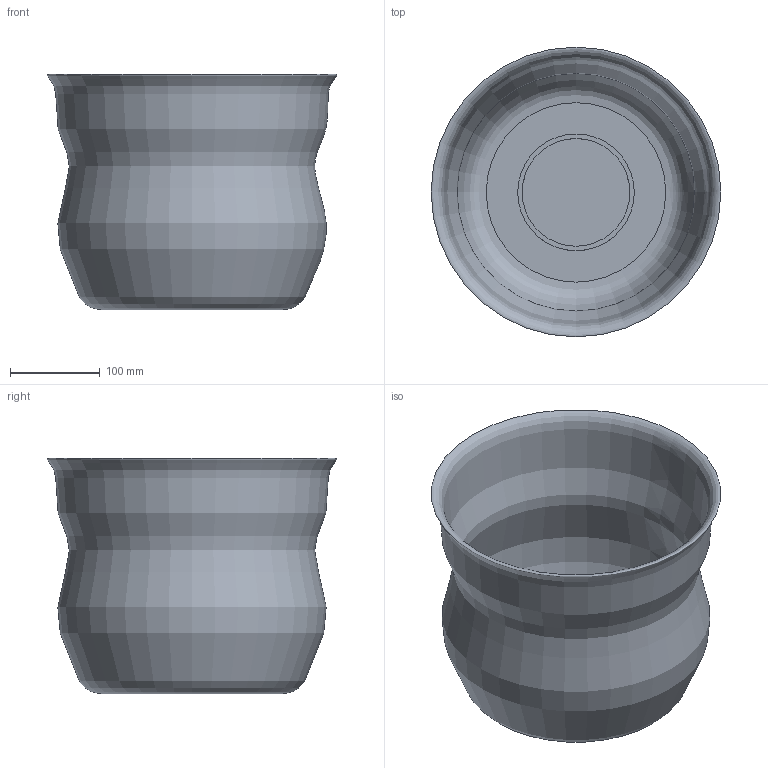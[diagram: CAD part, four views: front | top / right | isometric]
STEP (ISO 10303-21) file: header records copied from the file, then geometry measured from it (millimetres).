
FILE_DESCRIPTION(('FreeCAD Model'),'2;1');
FILE_NAME('Open CASCADE Shape Model','2025-05-29T10:42:45',(''),(''), 'Open CASCADE STEP processor 7.8','FreeCAD','Unknown');
FILE_SCHEMA(('AUTOMOTIVE_DESIGN { 1 0 10303 214 1 1 1 1 }'));
Length unit declared in the file: millimetre
Products named in the file (1): vase
Bounding box: 322.72 x 322.72 x 262.04 mm (x, y, z)
Volume: 1428996.7 mm3; surface area: 585036.1 mm2
Topology: 1 solids, 1 shells, 7 faces, 9 edges, 6 vertices
Faces by surface type: plane 4, cylinder 2, revolution 1
Full cylindrical faces by diameter (mm): 120 x1, 130 x1
Entity records: 319 total; most frequent: CARTESIAN_POINT 72, DIRECTION 47, ORIENTED_EDGE 18, PCURVE 18, DEFINITIONAL_REPRESENTATION 18, LINE 14, VECTOR 14, AXIS2_PLACEMENT_3D 13
